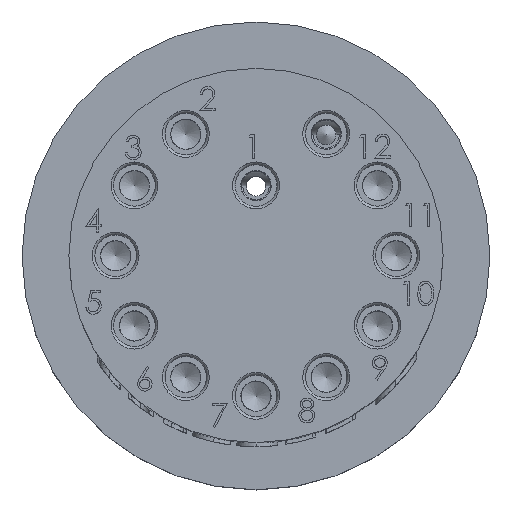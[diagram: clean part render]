
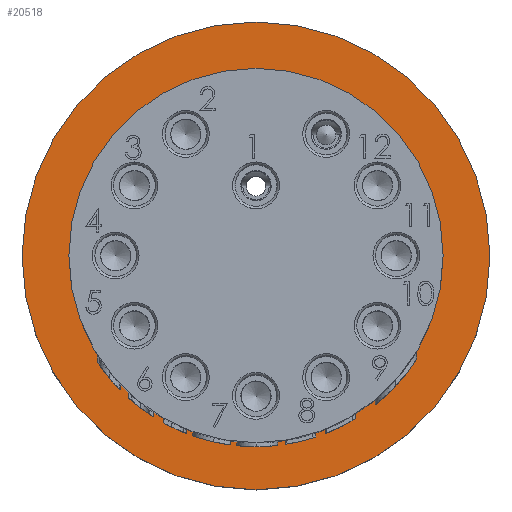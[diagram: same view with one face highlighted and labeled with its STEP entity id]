
A CAD part, top view. The second image highlights one B-rep face of the part: STEP entity #20518.
In plain terms, the highlighted planar face has unit normal (0, 0, 1).
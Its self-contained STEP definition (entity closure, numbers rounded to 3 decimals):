
#345=FACE_BOUND('',#3906,.T.);
#837=PLANE('',#22400);
#2719=FACE_OUTER_BOUND('',#3905,.T.);
#3905=EDGE_LOOP('',(#17480));
#3906=EDGE_LOOP('',(#17481));
#7551=CIRCLE('',#22122,15.875);
#7554=CIRCLE('',#22129,12.7);
#8734=VERTEX_POINT('',#32558);
#8737=VERTEX_POINT('',#32572);
#11173=EDGE_CURVE('',#8734,#8734,#7551,.T.);
#11180=EDGE_CURVE('',#8737,#8737,#7554,.T.);
#17480=ORIENTED_EDGE('',*,*,#11173,.F.);
#17481=ORIENTED_EDGE('',*,*,#11180,.T.);
#20518=ADVANCED_FACE('',(#2719,#345),#837,.F.);
#22122=AXIS2_PLACEMENT_3D('',#32560,#25861,#25862);
#22129=AXIS2_PLACEMENT_3D('',#32574,#25879,#25880);
#22400=AXIS2_PLACEMENT_3D('',#44480,#26990,#26991);
#25861=DIRECTION('center_axis',(0.,0.,-1.));
#25862=DIRECTION('ref_axis',(-1.,0.,0.));
#25879=DIRECTION('center_axis',(0.,0.,-1.));
#25880=DIRECTION('ref_axis',(-1.,0.,0.));
#26990=DIRECTION('center_axis',(0.,0.,-1.));
#26991=DIRECTION('ref_axis',(-1.,0.,0.));
#32558=CARTESIAN_POINT('',(15.875,0.,0.));
#32560=CARTESIAN_POINT('Origin',(0.,0.,0.));
#32572=CARTESIAN_POINT('',(-12.7,0.,0.));
#32574=CARTESIAN_POINT('Origin',(0.,0.,0.));
#44480=CARTESIAN_POINT('Origin',(0.,0.,0.));
